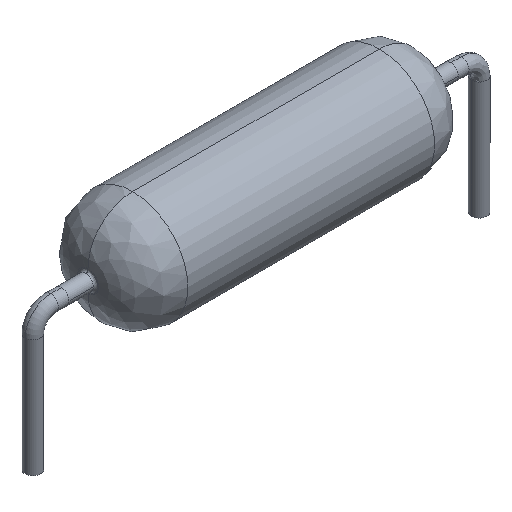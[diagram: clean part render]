
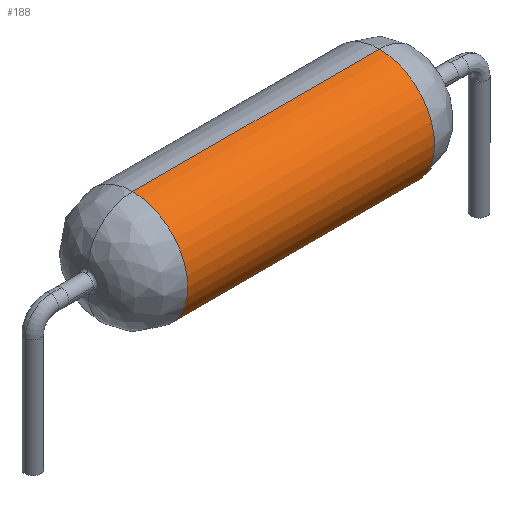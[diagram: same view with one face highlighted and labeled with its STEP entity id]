
A CAD part, isometric view. The second image highlights one B-rep face of the part: STEP entity #188.
In plain terms, the highlighted cylindrical face has radius 2.475 mm (diameter 4.95 mm), a partial arc.
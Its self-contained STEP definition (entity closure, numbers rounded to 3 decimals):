
#120=CARTESIAN_POINT('',(-5.53,0.,4.95));
#121=VERTEX_POINT('',#120);
#138=CARTESIAN_POINT('',(-5.53,0.,0.0));
#139=VERTEX_POINT('',#138);
#147=CARTESIAN_POINT('',(-5.53,0.,2.475));
#148=DIRECTION('',(-1.0,0.0,0.0));
#149=DIRECTION('',(0.0,0.0,1.0));
#150=AXIS2_PLACEMENT_3D('',#147,#148,#149);
#151=CIRCLE('',#150,2.475);
#152=EDGE_CURVE('',#139,#121,#151,.T.);
#157=CARTESIAN_POINT('',(0.,0.,2.475));
#158=DIRECTION('',(1.0,0.0,0.));
#159=DIRECTION('',(0.0,0.0,-1.0));
#160=AXIS2_PLACEMENT_3D('',#157,#158,#159);
#161=CYLINDRICAL_SURFACE('',#160,2.475);
#162=CARTESIAN_POINT('',(5.53,0.,0.));
#163=VERTEX_POINT('',#162);
#164=CARTESIAN_POINT('',(5.53,0.,0.));
#165=DIRECTION('',(-1.0,0.0,0.0));
#166=VECTOR('',#165,11.06);
#167=LINE('',#164,#166);
#168=EDGE_CURVE('',#163,#139,#167,.T.);
#169=ORIENTED_EDGE('',*,*,#168,.F.);
#170=CARTESIAN_POINT('',(5.53,0.,4.95));
#171=VERTEX_POINT('',#170);
#172=CARTESIAN_POINT('',(5.53,0.,2.475));
#173=DIRECTION('',(1.0,0.0,0.0));
#174=DIRECTION('',(0.0,0.0,1.0));
#175=AXIS2_PLACEMENT_3D('',#172,#173,#174);
#176=CIRCLE('',#175,2.475);
#177=EDGE_CURVE('',#171,#163,#176,.T.);
#178=ORIENTED_EDGE('',*,*,#177,.F.);
#179=CARTESIAN_POINT('',(5.53,0.,4.95));
#180=DIRECTION('',(-1.0,0.0,0.0));
#181=VECTOR('',#180,11.06);
#182=LINE('',#179,#181);
#183=EDGE_CURVE('',#171,#121,#182,.T.);
#184=ORIENTED_EDGE('',*,*,#183,.T.);
#185=ORIENTED_EDGE('',*,*,#152,.F.);
#186=EDGE_LOOP('',(#169,#178,#184,#185));
#187=FACE_OUTER_BOUND('',#186,.T.);
#188=ADVANCED_FACE('',(#187),#161,.T.);
